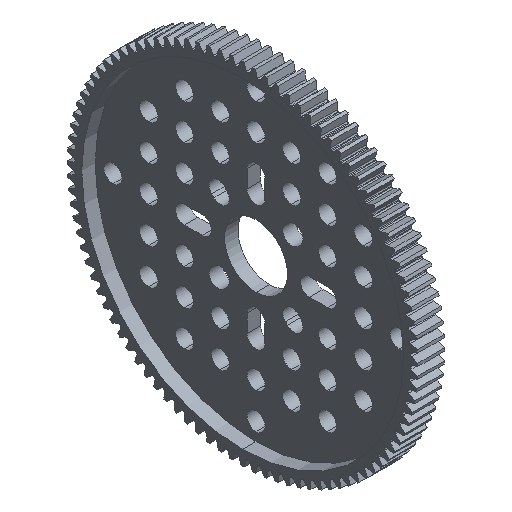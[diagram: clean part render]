
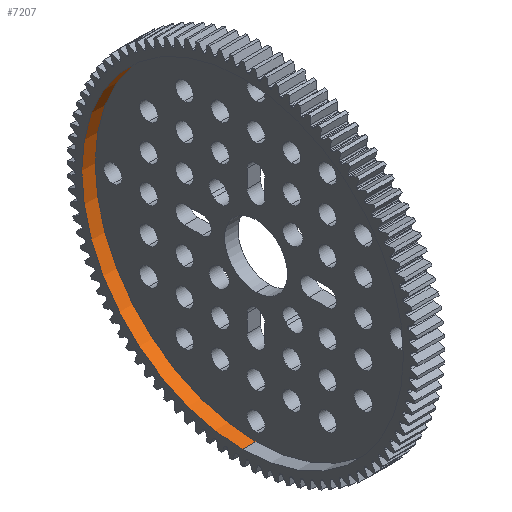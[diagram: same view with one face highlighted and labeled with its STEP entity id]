
A CAD part, isometric view. The second image highlights one B-rep face of the part: STEP entity #7207.
In plain terms, the highlighted cylindrical face has radius 35.974 mm (diameter 71.949 mm), a partial arc.
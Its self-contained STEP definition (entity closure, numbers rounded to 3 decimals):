
#907 = VECTOR ( 'NONE', #18970, 1000. ) ;
#1337 = DIRECTION ( 'NONE',  ( -1., 0., 0. ) ) ;
#2033 = EDGE_CURVE ( 'NONE', #28829, #20988, #25700, .T. ) ;
#2160 = CIRCLE ( 'NONE', #20940, 35.974 ) ;
#3486 = CARTESIAN_POINT ( 'NONE',  ( -4.4, 0., 0. ) ) ;
#3565 = ORIENTED_EDGE ( 'NONE', *, *, #14757, .T. ) ;
#5076 = ORIENTED_EDGE ( 'NONE', *, *, #22537, .F. ) ;
#5985 = EDGE_CURVE ( 'NONE', #30204, #20988, #2160, .T. ) ;
#6066 = DIRECTION ( 'NONE',  ( -1., 0., 0. ) ) ;
#7207 = ADVANCED_FACE ( 'NONE', ( #30642 ), #26199, .F. ) ;
#7429 = CARTESIAN_POINT ( 'NONE',  ( -1.4, 0., -35.974 ) ) ;
#7887 = CARTESIAN_POINT ( 'NONE',  ( -1.4, 0., 35.974 ) ) ;
#9741 = VERTEX_POINT ( 'NONE', #7887 ) ;
#10293 = CARTESIAN_POINT ( 'NONE',  ( -4.4, 0., -35.974 ) ) ;
#10443 = ORIENTED_EDGE ( 'NONE', *, *, #2033, .F. ) ;
#11815 = CARTESIAN_POINT ( 'NONE',  ( -1.4, 0., -35.974 ) ) ;
#14463 = CARTESIAN_POINT ( 'NONE',  ( -1.4, 0., 0. ) ) ;
#14600 = LINE ( 'NONE', #23935, #907 ) ;
#14757 = EDGE_CURVE ( 'NONE', #9741, #30204, #14600, .T. ) ;
#16424 = DIRECTION ( 'NONE',  ( 0., 0., 1. ) ) ;
#16933 = DIRECTION ( 'NONE',  ( 0., 0., 1. ) ) ;
#17827 = AXIS2_PLACEMENT_3D ( 'NONE', #21333, #21444, #26168 ) ;
#18970 = DIRECTION ( 'NONE',  ( -1., 0., 0. ) ) ;
#19026 = ORIENTED_EDGE ( 'NONE', *, *, #5985, .T. ) ;
#19662 = DIRECTION ( 'NONE',  ( -1., 0., 0. ) ) ;
#20561 = CIRCLE ( 'NONE', #17827, 35.974 ) ;
#20940 = AXIS2_PLACEMENT_3D ( 'NONE', #3486, #6066, #16424 ) ;
#20988 = VERTEX_POINT ( 'NONE', #10293 ) ;
#21333 = CARTESIAN_POINT ( 'NONE',  ( -1.4, 0., 0. ) ) ;
#21444 = DIRECTION ( 'NONE',  ( -1., 0., 0. ) ) ;
#22309 = EDGE_LOOP ( 'NONE', ( #10443, #5076, #3565, #19026 ) ) ;
#22537 = EDGE_CURVE ( 'NONE', #9741, #28829, #20561, .T. ) ;
#23935 = CARTESIAN_POINT ( 'NONE',  ( -1.4, 0., 35.974 ) ) ;
#25700 = LINE ( 'NONE', #11815, #27727 ) ;
#26168 = DIRECTION ( 'NONE',  ( 0., 0., 1. ) ) ;
#26199 = CYLINDRICAL_SURFACE ( 'NONE', #26985, 35.974 ) ;
#26985 = AXIS2_PLACEMENT_3D ( 'NONE', #14463, #19662, #16933 ) ;
#27727 = VECTOR ( 'NONE', #1337, 1000. ) ;
#28829 = VERTEX_POINT ( 'NONE', #7429 ) ;
#30204 = VERTEX_POINT ( 'NONE', #30581 ) ;
#30581 = CARTESIAN_POINT ( 'NONE',  ( -4.4, 0., 35.974 ) ) ;
#30642 = FACE_OUTER_BOUND ( 'NONE', #22309, .T. ) ;
